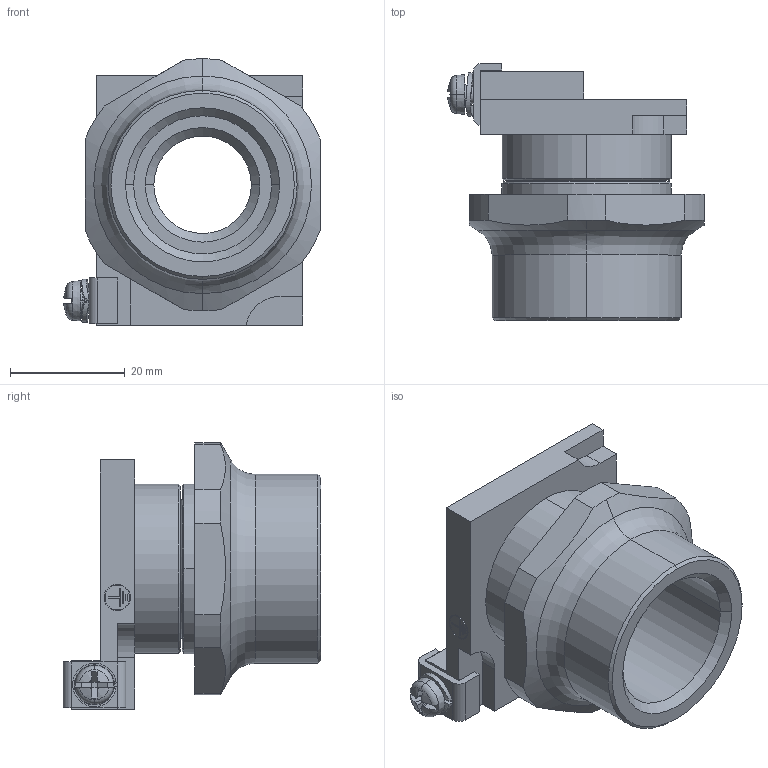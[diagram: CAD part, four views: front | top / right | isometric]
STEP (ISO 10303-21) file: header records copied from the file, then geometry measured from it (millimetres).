
FILE_DESCRIPTION((''),'2;1');
FILE_NAME('05-0302-0312_AUSSENFLANSCH_3-4','2023-09-08T12:36:49',('Beil'),(''),'CREO PARAMETRIC BY PTC INC, 2019030','CREO PARAMETRIC BY PTC INC, 2019030','');
FILE_SCHEMA(('CONFIG_CONTROL_DESIGN','SHAPE_APPEARANCE_LAYERS_GROUPS'));
Length unit declared in the file: millimetre
Products named in the file (1): 05-0302-0312_AUSSENFLANSCH_3-4
Bounding box: 44.7 x 44.95 x 46.5 mm (x, y, z)
Volume: 25512.1 mm3; surface area: 12254.2 mm2
Topology: 3 solids, 4 shells, 168 faces, 398 edges, 245 vertices
Faces by surface type: plane 79, cylinder 43, cone 26, torus 12, bspline 8
Entity records: 6531 total; most frequent: CARTESIAN_POINT 1381, DIRECTION 812, ORIENTED_EDGE 784, PRESENTATION_STYLE_ASSIGNMENT 395, STYLED_ITEM 395, CURVE_STYLE 392, EDGE_CURVE 392, AXIS2_PLACEMENT_3D 296
